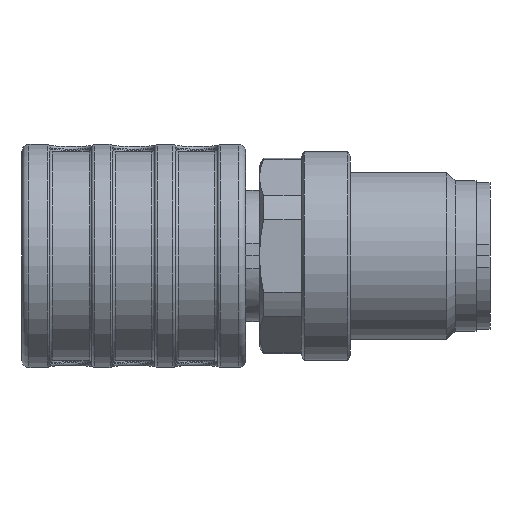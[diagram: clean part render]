
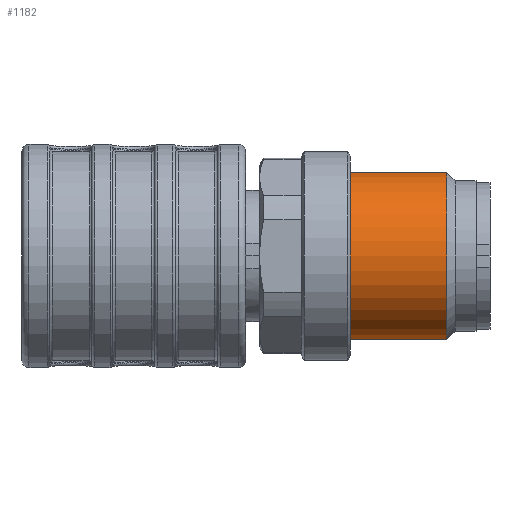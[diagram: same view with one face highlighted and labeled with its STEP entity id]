
A CAD part, front view. The second image highlights one B-rep face of the part: STEP entity #1182.
In plain terms, the highlighted cylindrical face has radius 6 mm (diameter 12 mm), a full revolution.
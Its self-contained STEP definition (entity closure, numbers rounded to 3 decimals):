
#142=CYLINDRICAL_SURFACE('',#4765,6.);
#1182=ADVANCED_FACE('',(#1475,#1476),#142,.T.);
#1475=FACE_BOUND('',#1707,.T.);
#1476=FACE_BOUND('',#1708,.T.);
#1707=EDGE_LOOP('',(#2512));
#1708=EDGE_LOOP('',(#2513));
#2512=ORIENTED_EDGE('',*,*,#3937,.F.);
#2513=ORIENTED_EDGE('',*,*,#3936,.T.);
#3369=VERTEX_POINT('',#7503);
#3370=VERTEX_POINT('',#7506);
#3936=EDGE_CURVE('',#3369,#3369,#4384,.T.);
#3937=EDGE_CURVE('',#3370,#3370,#4385,.T.);
#4384=CIRCLE('',#4762,6.);
#4385=CIRCLE('',#4764,6.);
#4762=AXIS2_PLACEMENT_3D('',#7502,#5726,#5727);
#4764=AXIS2_PLACEMENT_3D('',#7505,#5730,#5731);
#4765=AXIS2_PLACEMENT_3D('',#7507,#5732,#5733);
#5726=DIRECTION('',(1.,0.,0.));
#5727=DIRECTION('',(0.,0.5,0.866));
#5730=DIRECTION('',(1.,0.,0.));
#5731=DIRECTION('',(0.,0.5,0.866));
#5732=DIRECTION('',(1.,0.,0.));
#5733=DIRECTION('',(0.,0.5,0.866));
#7502=CARTESIAN_POINT('',(56.75,-48.7,-0.75));
#7503=CARTESIAN_POINT('',(56.75,-45.7,4.447));
#7505=CARTESIAN_POINT('',(63.65,-48.7,-0.75));
#7506=CARTESIAN_POINT('',(63.65,-45.7,4.447));
#7507=CARTESIAN_POINT('',(65.75,-48.7,-0.75));
